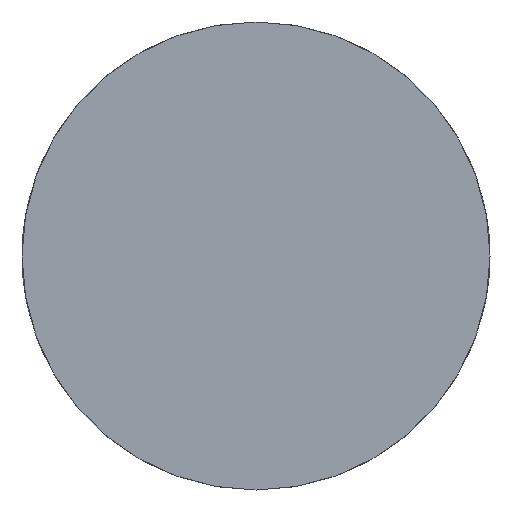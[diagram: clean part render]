
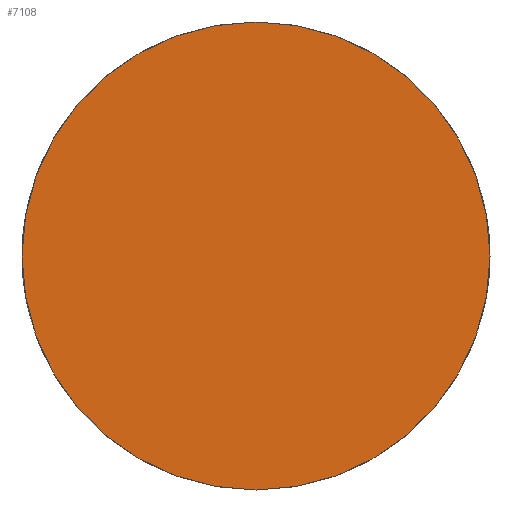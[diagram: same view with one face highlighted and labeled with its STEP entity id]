
A CAD part, front view. The second image highlights one B-rep face of the part: STEP entity #7108.
In plain terms, the highlighted planar face has unit normal (0, -1, 0).
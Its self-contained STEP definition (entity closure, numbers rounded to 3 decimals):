
#280 = AXIS2_PLACEMENT_3D ( 'NONE', #5288, #2562, #2013 ) ;
#620 = PLANE ( 'NONE',  #3663 ) ;
#1250 = ORIENTED_EDGE ( 'NONE', *, *, #5784, .T. ) ;
#1347 = DIRECTION ( 'NONE',  ( 0., 0., -1. ) ) ;
#1957 = CARTESIAN_POINT ( 'NONE',  ( 0., 0., 0. ) ) ;
#2013 = DIRECTION ( 'NONE',  ( 0., 0., -1. ) ) ;
#2018 = AXIS2_PLACEMENT_3D ( 'NONE', #1957, #6337, #1347 ) ;
#2562 = DIRECTION ( 'NONE',  ( 0., -1., 0. ) ) ;
#3525 = CIRCLE ( 'NONE', #280, 40. ) ;
#3663 = AXIS2_PLACEMENT_3D ( 'NONE', #6216, #4046, #5664 ) ;
#4034 = CARTESIAN_POINT ( 'NONE',  ( 0., 0., 40. ) ) ;
#4046 = DIRECTION ( 'NONE',  ( 0., -1., 0. ) ) ;
#4483 = FACE_OUTER_BOUND ( 'NONE', #4902, .T. ) ;
#4725 = VERTEX_POINT ( 'NONE', #4034 ) ;
#4902 = EDGE_LOOP ( 'NONE', ( #1250, #6726 ) ) ;
#5288 = CARTESIAN_POINT ( 'NONE',  ( 0., 0., 0. ) ) ;
#5425 = EDGE_CURVE ( 'NONE', #4725, #6748, #5615, .T. ) ;
#5615 = CIRCLE ( 'NONE', #2018, 40. ) ;
#5664 = DIRECTION ( 'NONE',  ( 1., 0., 0. ) ) ;
#5669 = CARTESIAN_POINT ( 'NONE',  ( 0., 0., -40. ) ) ;
#5784 = EDGE_CURVE ( 'NONE', #6748, #4725, #3525, .T. ) ;
#6216 = CARTESIAN_POINT ( 'NONE',  ( -41.6, 0., -41.614 ) ) ;
#6337 = DIRECTION ( 'NONE',  ( 0., -1., 0. ) ) ;
#6726 = ORIENTED_EDGE ( 'NONE', *, *, #5425, .T. ) ;
#6748 = VERTEX_POINT ( 'NONE', #5669 ) ;
#7108 = ADVANCED_FACE ( 'NONE', ( #4483 ), #620, .T. ) ;
